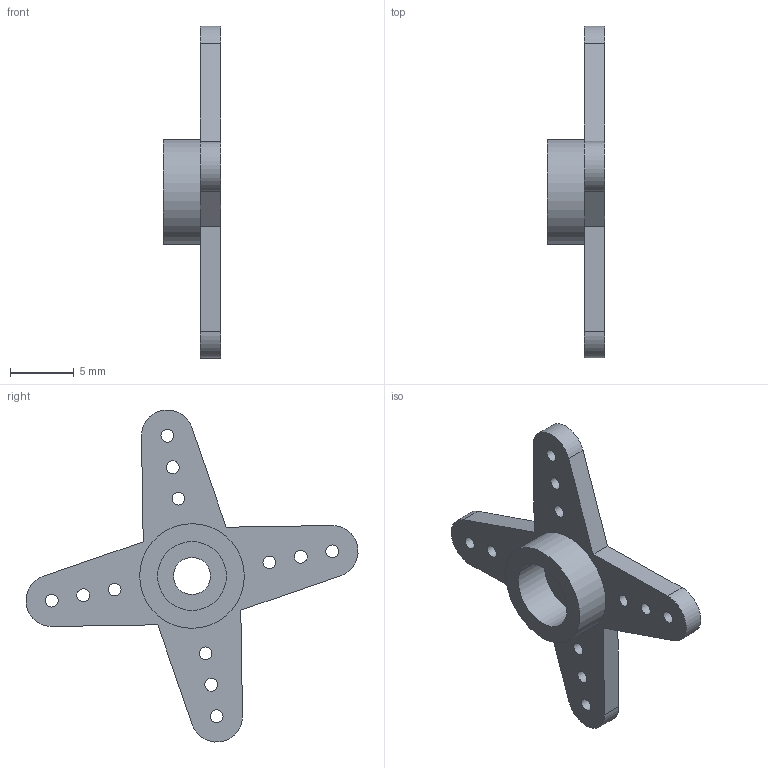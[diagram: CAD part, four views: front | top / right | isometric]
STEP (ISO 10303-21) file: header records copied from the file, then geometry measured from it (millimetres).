
FILE_DESCRIPTION(('FreeCAD Model'),'2;1');
FILE_NAME('Lever.step', '2014-12-08T16:14:44',('FreeCAD'),('FreeCAD'), 'Open CASCADE STEP processor 6.7','FreeCAD','Unknown');
FILE_SCHEMA(('AUTOMOTIVE_DESIGN_CC2 { 1 2 10303 214 -1 1 5 4 }'));
Length unit declared in the file: millimetre
Products named in the file (1): Lever
Bounding box: 4.5 x 26 x 26 mm (x, y, z)
Volume: 441 mm3; surface area: 783.9 mm2
Topology: 1 solids, 1 shells, 31 faces, 81 edges, 54 vertices
Faces by surface type: cylinder 19, plane 12
Full cylindrical faces by diameter (mm): 1 x12, 2.9 x1, 5.396 x1, 8.2 x1
Entity records: 2143 total; most frequent: CARTESIAN_POINT 600, DIRECTION 249, ORIENTED_EDGE 162, PCURVE 162, DEFINITIONAL_REPRESENTATION 162, LINE 106, VECTOR 106, EDGE_CURVE 81
